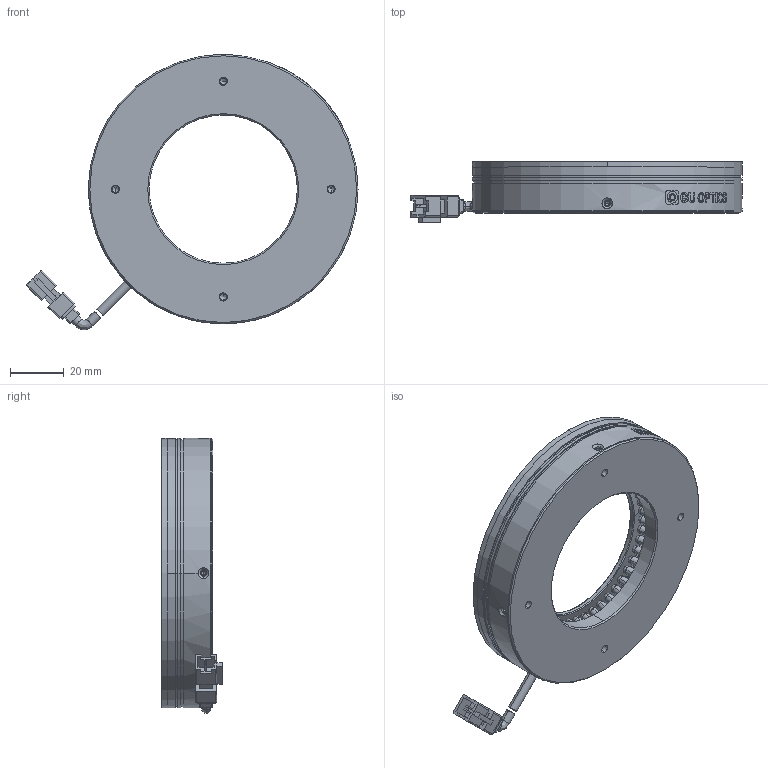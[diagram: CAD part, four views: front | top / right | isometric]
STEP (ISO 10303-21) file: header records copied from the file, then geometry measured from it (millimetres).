
FILE_DESCRIPTION (( 'STEP AP214' ), '1' );
FILE_NAME ('660028-G.STEP', '2019-04-02T02:50:12', ( 'user' ), ( '微软中国' ), 'SwSTEP 2.0', 'SolidWorks 2016', '' );
FILE_SCHEMA (( 'AUTOMOTIVE_DESIGN' ));
Length unit declared in the file: millimetre
Products named in the file (1): 660028-G
Bounding box: 123.19 x 22.45 x 102.11 mm (x, y, z)
Volume: 58180.4 mm3; surface area: 68815.4 mm2
Topology: 216 solids, 216 shells, 3870 faces, 9211 edges, 5999 vertices
Faces by surface type: plane 2609, cylinder 980, bspline 223, cone 58
Entity records: 158003 total; most frequent: CARTESIAN_POINT 24270, DIRECTION 18319, ORIENTED_EDGE 17534, EDGE_CURVE 8767, VECTOR 6251, LINE 6251, AXIS2_PLACEMENT_3D 6034, VERTEX_POINT 5999
